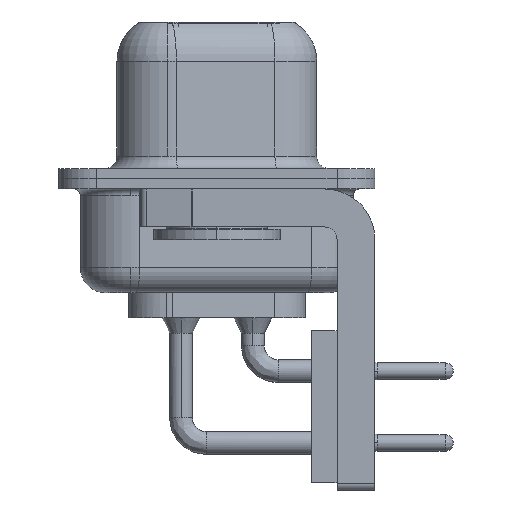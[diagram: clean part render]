
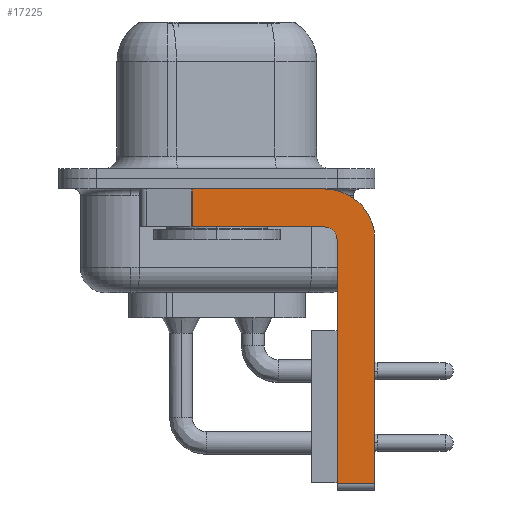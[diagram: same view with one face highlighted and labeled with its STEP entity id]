
A CAD part, left-side view. The second image highlights one B-rep face of the part: STEP entity #17225.
In plain terms, the highlighted planar face has unit normal (-1, 0, 0).
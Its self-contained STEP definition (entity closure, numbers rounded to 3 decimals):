
#903 = EDGE_CURVE ( 'NONE', #3111, #16246, #1487, .T. ) ;
#1294 = ORIENTED_EDGE ( 'NONE', *, *, #903, .F. ) ;
#1487 = CIRCLE ( 'NONE', #2056, 2. ) ;
#2056 = AXIS2_PLACEMENT_3D ( 'NONE', #19023, #18191, #17885 ) ;
#2264 = CARTESIAN_POINT ( 'NONE',  ( -2.9, -4.25, -1.9 ) ) ;
#2948 = VERTEX_POINT ( 'NONE', #19205 ) ;
#3043 = VERTEX_POINT ( 'NONE', #10386 ) ;
#3111 = VERTEX_POINT ( 'NONE', #6291 ) ;
#3260 = DIRECTION ( 'NONE',  ( 0., 0., -1. ) ) ;
#4620 = LINE ( 'NONE', #4664, #20178 ) ;
#4655 = VERTEX_POINT ( 'NONE', #19753 ) ;
#4664 = CARTESIAN_POINT ( 'NONE',  ( -2.9, -4.75, -12.3 ) ) ;
#4969 = EDGE_CURVE ( 'NONE', #11387, #12970, #16380, .T. ) ;
#5466 = ORIENTED_EDGE ( 'NONE', *, *, #14090, .F. ) ;
#5500 = CARTESIAN_POINT ( 'NONE',  ( -2.9, 3., -0.4 ) ) ;
#5907 = VERTEX_POINT ( 'NONE', #18422 ) ;
#6291 = CARTESIAN_POINT ( 'NONE',  ( -2.9, -4.25, -0.4 ) ) ;
#6411 = CARTESIAN_POINT ( 'NONE',  ( -2.9, -4.25, -1.9 ) ) ;
#6619 = LINE ( 'NONE', #5500, #10361 ) ;
#7249 = DIRECTION ( 'NONE',  ( 1., 0., 0. ) ) ;
#7299 = LINE ( 'NONE', #19916, #15988 ) ;
#7506 = LINE ( 'NONE', #19021, #11746 ) ;
#8017 = CARTESIAN_POINT ( 'NONE',  ( -2.9, -6.25, -2.4 ) ) ;
#8277 = DIRECTION ( 'NONE',  ( 0., -1., 0. ) ) ;
#8404 = ORIENTED_EDGE ( 'NONE', *, *, #14108, .F. ) ;
#9604 = CARTESIAN_POINT ( 'NONE',  ( -2.9, -4.75, -2.4 ) ) ;
#9690 = DIRECTION ( 'NONE',  ( 0., 1., 0. ) ) ;
#10361 = VECTOR ( 'NONE', #17831, 1000. ) ;
#10386 = CARTESIAN_POINT ( 'NONE',  ( -2.9, -6.25, -12.05 ) ) ;
#10409 = CARTESIAN_POINT ( 'NONE',  ( -2.9, -4.25, -2.4 ) ) ;
#11087 = DIRECTION ( 'NONE',  ( 0., 0., 1. ) ) ;
#11387 = VERTEX_POINT ( 'NONE', #9604 ) ;
#11707 = ORIENTED_EDGE ( 'NONE', *, *, #19647, .T. ) ;
#11746 = VECTOR ( 'NONE', #8277, 1000. ) ;
#12354 = DIRECTION ( 'NONE',  ( 0., 0., -1. ) ) ;
#12361 = CARTESIAN_POINT ( 'NONE',  ( -2.9, -6.25, -2.4 ) ) ;
#12784 = DIRECTION ( 'NONE',  ( 0., 0., 1. ) ) ;
#12951 = DIRECTION ( 'NONE',  ( -1., 0., 0. ) ) ;
#12970 = VERTEX_POINT ( 'NONE', #2264 ) ;
#13355 = ORIENTED_EDGE ( 'NONE', *, *, #14015, .F. ) ;
#13733 = ORIENTED_EDGE ( 'NONE', *, *, #14356, .F. ) ;
#14015 = EDGE_CURVE ( 'NONE', #5907, #11387, #4620, .T. ) ;
#14090 = EDGE_CURVE ( 'NONE', #16246, #3043, #18678, .T. ) ;
#14108 = EDGE_CURVE ( 'NONE', #12970, #2948, #15114, .T. ) ;
#14356 = EDGE_CURVE ( 'NONE', #4655, #3111, #6619, .T. ) ;
#14654 = VECTOR ( 'NONE', #3260, 1000. ) ;
#14746 = ORIENTED_EDGE ( 'NONE', *, *, #4969, .F. ) ;
#15114 = LINE ( 'NONE', #6411, #18167 ) ;
#15128 = AXIS2_PLACEMENT_3D ( 'NONE', #15800, #12951, #12784 ) ;
#15800 = CARTESIAN_POINT ( 'NONE',  ( -2.9, -4.25, -2.4 ) ) ;
#15988 = VECTOR ( 'NONE', #12354, 1000. ) ;
#16246 = VERTEX_POINT ( 'NONE', #12361 ) ;
#16380 = CIRCLE ( 'NONE', #15128, 0.5 ) ;
#16450 = PLANE ( 'NONE',  #17737 ) ;
#17225 = ADVANCED_FACE ( 'NONE', ( #18153 ), #16450, .F. ) ;
#17737 = AXIS2_PLACEMENT_3D ( 'NONE', #10409, #7249, #17978 ) ;
#17831 = DIRECTION ( 'NONE',  ( 0., -1., 0. ) ) ;
#17885 = DIRECTION ( 'NONE',  ( 0., 0., -1. ) ) ;
#17978 = DIRECTION ( 'NONE',  ( 0., 0., -1. ) ) ;
#18153 = FACE_OUTER_BOUND ( 'NONE', #19982, .T. ) ;
#18167 = VECTOR ( 'NONE', #9690, 1000. ) ;
#18191 = DIRECTION ( 'NONE',  ( 1., 0., 0. ) ) ;
#18282 = EDGE_CURVE ( 'NONE', #4655, #2948, #7299, .T. ) ;
#18422 = CARTESIAN_POINT ( 'NONE',  ( -2.9, -4.75, -12.05 ) ) ;
#18678 = LINE ( 'NONE', #8017, #14654 ) ;
#19021 = CARTESIAN_POINT ( 'NONE',  ( -2.9, -4.25, -12.05 ) ) ;
#19023 = CARTESIAN_POINT ( 'NONE',  ( -2.9, -4.25, -2.4 ) ) ;
#19205 = CARTESIAN_POINT ( 'NONE',  ( -2.9, 0.978, -1.9 ) ) ;
#19487 = ORIENTED_EDGE ( 'NONE', *, *, #18282, .T. ) ;
#19647 = EDGE_CURVE ( 'NONE', #5907, #3043, #7506, .T. ) ;
#19753 = CARTESIAN_POINT ( 'NONE',  ( -2.9, 0.978, -0.4 ) ) ;
#19916 = CARTESIAN_POINT ( 'NONE',  ( -2.9, 0.978, -1.9 ) ) ;
#19982 = EDGE_LOOP ( 'NONE', ( #13733, #19487, #8404, #14746, #13355, #11707, #5466, #1294 ) ) ;
#20178 = VECTOR ( 'NONE', #11087, 1000. ) ;
